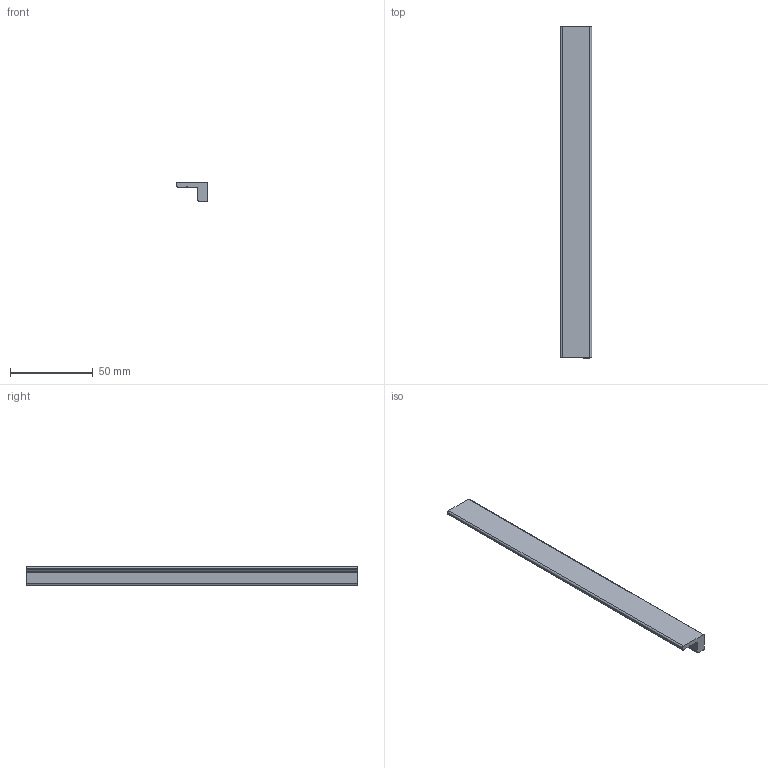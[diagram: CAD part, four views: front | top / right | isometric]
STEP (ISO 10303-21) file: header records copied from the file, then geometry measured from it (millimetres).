
FILE_DESCRIPTION (( 'STEP AP203' ), '1' );
FILE_NAME ('281400109_c_1.STEP', '2022-12-18T04:07:52', ( '' ), ( '' ), 'SwSTEP 2.0', 'SolidWorks 2014', '' );
FILE_SCHEMA (( 'CONFIG_CONTROL_DESIGN' ));
Length unit declared in the file: millimetre
Products named in the file (1): 281400109_c_1
Bounding box: 18.8 x 200 x 11.4 mm (x, y, z)
Volume: 20439.6 mm3; surface area: 11853.4 mm2
Topology: 1 solids, 1 shells, 21 faces, 57 edges, 38 vertices
Faces by surface type: plane 11, cylinder 10
Entity records: 748 total; most frequent: DIRECTION 121, CARTESIAN_POINT 117, ORIENTED_EDGE 114, EDGE_CURVE 57, AXIS2_PLACEMENT_3D 42, VERTEX_POINT 38, LINE 37, VECTOR 37
